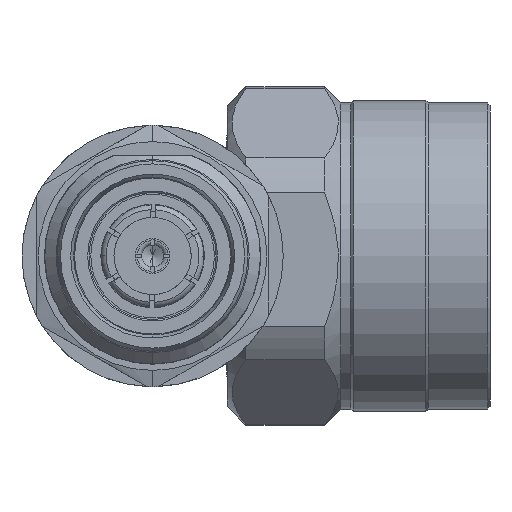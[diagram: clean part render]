
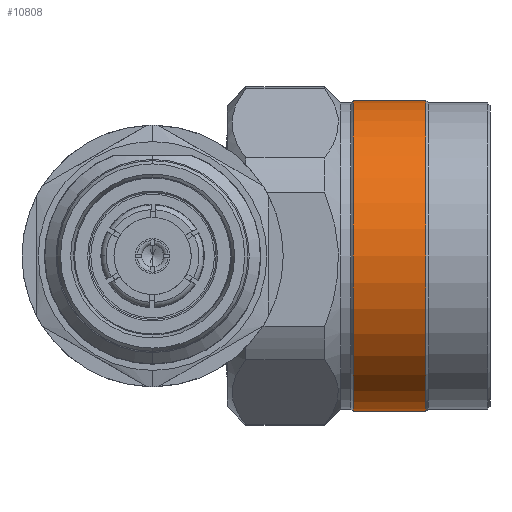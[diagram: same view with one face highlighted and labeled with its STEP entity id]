
A CAD part, left-side view. The second image highlights one B-rep face of the part: STEP entity #10808.
In plain terms, the highlighted cylindrical face has radius 10.05 mm (diameter 20.1 mm), a partial arc.
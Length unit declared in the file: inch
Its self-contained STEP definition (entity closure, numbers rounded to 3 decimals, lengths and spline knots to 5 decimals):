
#1386 = ORIENTED_EDGE ( 'NONE', *, *, #11689, .T. ) ;
#1459 = CARTESIAN_POINT ( 'NONE',  ( 0., -0.16339, -0.39567 ) ) ;
#2213 = EDGE_CURVE ( 'NONE', #7582, #3417, #5008, .T. ) ;
#3417 = VERTEX_POINT ( 'NONE', #7226 ) ;
#3966 = DIRECTION ( 'NONE',  ( 0., -1., 0. ) ) ;
#3983 = CARTESIAN_POINT ( 'NONE',  ( 0., -1.42023, 0.39567 ) ) ;
#4137 = LINE ( 'NONE', #7113, #5322 ) ;
#4814 = AXIS2_PLACEMENT_3D ( 'NONE', #12105, #13151, #13075 ) ;
#5008 = LINE ( 'NONE', #3983, #6828 ) ;
#5145 = EDGE_CURVE ( 'NONE', #9482, #7582, #6494, .T. ) ;
#5322 = VECTOR ( 'NONE', #10348, 39.37008 ) ;
#6247 = ORIENTED_EDGE ( 'NONE', *, *, #2213, .F. ) ;
#6281 = AXIS2_PLACEMENT_3D ( 'NONE', #12188, #8975, #8097 ) ;
#6494 = CIRCLE ( 'NONE', #6281, 0.39567 ) ;
#6779 = ORIENTED_EDGE ( 'NONE', *, *, #5145, .F. ) ;
#6828 = VECTOR ( 'NONE', #12274, 39.37008 ) ;
#6867 = EDGE_CURVE ( 'NONE', #12531, #3417, #12779, .T. ) ;
#7113 = CARTESIAN_POINT ( 'NONE',  ( 0., -1.42023, -0.39567 ) ) ;
#7226 = CARTESIAN_POINT ( 'NONE',  ( 0., -0.34843, 0.39567 ) ) ;
#7582 = VERTEX_POINT ( 'NONE', #11511 ) ;
#7886 = EDGE_LOOP ( 'NONE', ( #6247, #6779, #1386, #13265 ) ) ;
#7993 = CARTESIAN_POINT ( 'NONE',  ( 0., -0.34843, -0.39567 ) ) ;
#8097 = DIRECTION ( 'NONE',  ( 0., 0., -1. ) ) ;
#8975 = DIRECTION ( 'NONE',  ( 0., 1., 0. ) ) ;
#9116 = CARTESIAN_POINT ( 'NONE',  ( 0., -1.42023, 0. ) ) ;
#9482 = VERTEX_POINT ( 'NONE', #1459 ) ;
#9971 = FACE_OUTER_BOUND ( 'NONE', #7886, .T. ) ;
#10348 = DIRECTION ( 'NONE',  ( 0., -1., 0. ) ) ;
#10808 = ADVANCED_FACE ( 'NONE', ( #9971 ), #12187, .T. ) ;
#11040 = DIRECTION ( 'NONE',  ( 0., 0., -1. ) ) ;
#11511 = CARTESIAN_POINT ( 'NONE',  ( 0., -0.16339, 0.39567 ) ) ;
#11529 = AXIS2_PLACEMENT_3D ( 'NONE', #9116, #3966, #11040 ) ;
#11689 = EDGE_CURVE ( 'NONE', #9482, #12531, #4137, .T. ) ;
#12105 = CARTESIAN_POINT ( 'NONE',  ( 0., -0.34843, 0. ) ) ;
#12187 = CYLINDRICAL_SURFACE ( 'NONE', #11529, 0.39567 ) ;
#12188 = CARTESIAN_POINT ( 'NONE',  ( 0., -0.16339, 0. ) ) ;
#12274 = DIRECTION ( 'NONE',  ( 0., -1., 0. ) ) ;
#12531 = VERTEX_POINT ( 'NONE', #7993 ) ;
#12779 = CIRCLE ( 'NONE', #4814, 0.39567 ) ;
#13075 = DIRECTION ( 'NONE',  ( 0., 0., -1. ) ) ;
#13151 = DIRECTION ( 'NONE',  ( 0., 1., 0. ) ) ;
#13265 = ORIENTED_EDGE ( 'NONE', *, *, #6867, .T. ) ;
